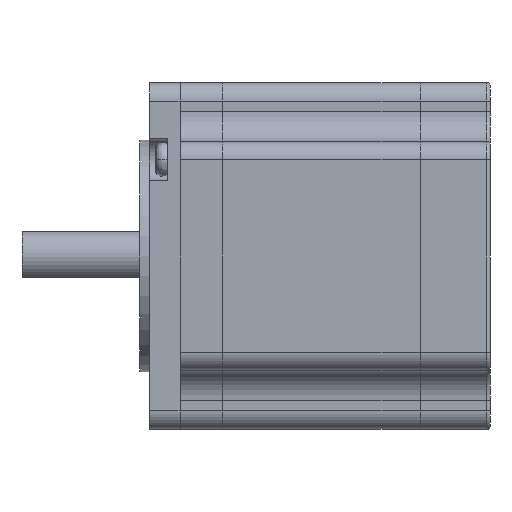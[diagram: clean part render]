
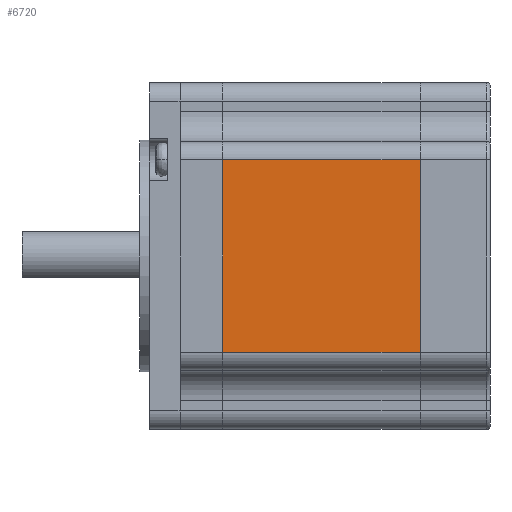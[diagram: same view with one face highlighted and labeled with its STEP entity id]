
A CAD part, left-side view. The second image highlights one B-rep face of the part: STEP entity #6720.
In plain terms, the highlighted planar face has unit normal (-1, 0, 0).
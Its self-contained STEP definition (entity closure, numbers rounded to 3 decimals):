
#37 = DIRECTION ( 'NONE',  ( 0., 0., -1. ) ) ;
#272 = LINE ( 'NONE', #6002, #4273 ) ;
#376 = EDGE_CURVE ( 'NONE', #4246, #6531, #997, .T. ) ;
#810 = FACE_OUTER_BOUND ( 'NONE', #4373, .T. ) ;
#924 = ORIENTED_EDGE ( 'NONE', *, *, #2862, .F. ) ;
#997 = LINE ( 'NONE', #1892, #6604 ) ;
#1076 = AXIS2_PLACEMENT_3D ( 'NONE', #3394, #6662, #3423 ) ;
#1220 = LINE ( 'NONE', #2212, #6830 ) ;
#1561 = CARTESIAN_POINT ( 'NONE',  ( 0., 0., -44.3 ) ) ;
#1892 = CARTESIAN_POINT ( 'NONE',  ( 0., 32.5, -12.7 ) ) ;
#1982 = ORIENTED_EDGE ( 'NONE', *, *, #5082, .F. ) ;
#2111 = DIRECTION ( 'NONE',  ( 0., 0., -1. ) ) ;
#2212 = CARTESIAN_POINT ( 'NONE',  ( 0., 0., -12.7 ) ) ;
#2722 = CARTESIAN_POINT ( 'NONE',  ( 0., 0., -12.7 ) ) ;
#2862 = EDGE_CURVE ( 'NONE', #5389, #5699, #1220, .T. ) ;
#3241 = DIRECTION ( 'NONE',  ( 0., -1., 0. ) ) ;
#3255 = EDGE_CURVE ( 'NONE', #6531, #5699, #272, .T. ) ;
#3394 = CARTESIAN_POINT ( 'NONE',  ( 0., 32.5, -12.7 ) ) ;
#3423 = DIRECTION ( 'NONE',  ( 0., 0., 1. ) ) ;
#3531 = CARTESIAN_POINT ( 'NONE',  ( 0., 32.5, -12.7 ) ) ;
#4099 = ORIENTED_EDGE ( 'NONE', *, *, #3255, .T. ) ;
#4153 = VECTOR ( 'NONE', #6770, 1000. ) ;
#4246 = VERTEX_POINT ( 'NONE', #5609 ) ;
#4273 = VECTOR ( 'NONE', #3241, 1000. ) ;
#4373 = EDGE_LOOP ( 'NONE', ( #924, #1982, #6695, #4099 ) ) ;
#5082 = EDGE_CURVE ( 'NONE', #4246, #5389, #5607, .T. ) ;
#5389 = VERTEX_POINT ( 'NONE', #2722 ) ;
#5607 = LINE ( 'NONE', #3531, #4153 ) ;
#5609 = CARTESIAN_POINT ( 'NONE',  ( 0., 32.5, -12.7 ) ) ;
#5699 = VERTEX_POINT ( 'NONE', #1561 ) ;
#6002 = CARTESIAN_POINT ( 'NONE',  ( 0., 32.5, -44.3 ) ) ;
#6131 = PLANE ( 'NONE',  #1076 ) ;
#6531 = VERTEX_POINT ( 'NONE', #6982 ) ;
#6604 = VECTOR ( 'NONE', #2111, 1000. ) ;
#6662 = DIRECTION ( 'NONE',  ( -1., 0., 0. ) ) ;
#6695 = ORIENTED_EDGE ( 'NONE', *, *, #376, .T. ) ;
#6720 = ADVANCED_FACE ( 'NONE', ( #810 ), #6131, .T. ) ;
#6770 = DIRECTION ( 'NONE',  ( 0., -1., 0. ) ) ;
#6830 = VECTOR ( 'NONE', #37, 1000. ) ;
#6982 = CARTESIAN_POINT ( 'NONE',  ( 0., 32.5, -44.3 ) ) ;
